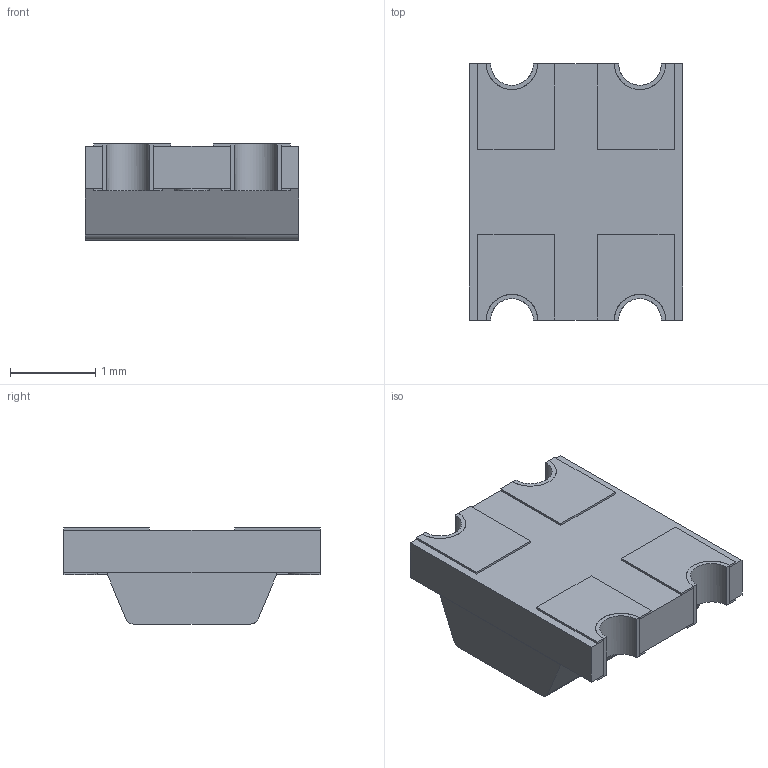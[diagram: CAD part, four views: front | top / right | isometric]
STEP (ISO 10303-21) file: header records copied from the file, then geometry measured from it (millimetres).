
FILE_DESCRIPTION(('FreeCAD Model'),'2;1');
FILE_NAME('Open CASCADE Shape Model','2021-06-24T14:45:43',('Author'),( ''),'Open CASCADE STEP processor 7.5','FreeCAD','Unknown');
FILE_SCHEMA(('AUTOMOTIVE_DESIGN { 1 0 10303 214 1 1 1 1 }'));
Length unit declared in the file: millimetre
Products named in the file (17): E6C1208RGB015; E6C1209RGB; E6C1209RGB001; E6C1209RGB002; E6C1209RGB003; E6C1209RGB004; E6C1209RGB005; E6C1209RGB006; E6C1209RGB007; E6C1209RGB008; E6C1209RGB009; E6C1209RGB010; E6C1209RGB011; E6C1209RGB012; E6C1209RGB013; E6C1209RGB014; E6C1209RGB015
Assembly tree (16 placements, depth 2):
  E6C1208RGB015
    E6C1209RGB
    E6C1209RGB001
    E6C1209RGB002
    E6C1209RGB003
    E6C1209RGB004
    E6C1209RGB005
    E6C1209RGB006
    E6C1209RGB007
    E6C1209RGB008
    E6C1209RGB009
    E6C1209RGB010
    E6C1209RGB011
    E6C1209RGB012
    E6C1209RGB013
    E6C1209RGB014
    E6C1209RGB015
Bounding box: 2.5 x 3 x 1.12 mm (x, y, z)
Volume: 6.3 mm3; surface area: 49.9 mm2
Topology: 16 solids, 16 shells, 178 faces, 438 edges, 292 vertices
Faces by surface type: bspline 178
Entity records: 5919 total; most frequent: CARTESIAN_POINT 2205, ORIENTED_EDGE 876, EDGE_CURVE 438, B_SPLINE_CURVE_WITH_KNOTS 376, VERTEX_POINT 292, ADVANCED_FACE 178, FACE_BOUND 178, EDGE_LOOP 178
